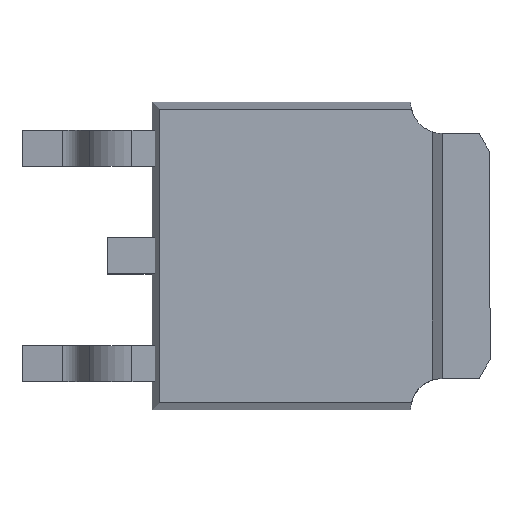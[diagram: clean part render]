
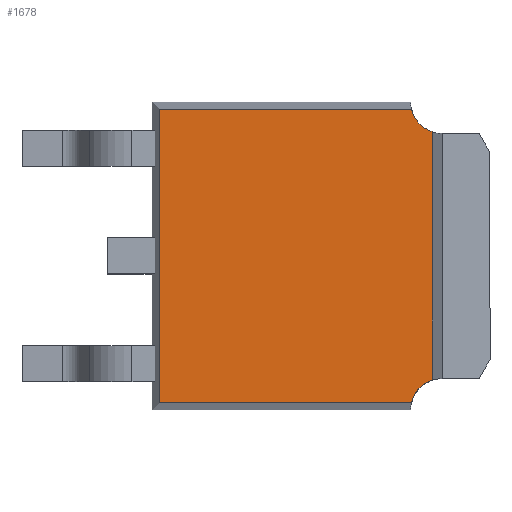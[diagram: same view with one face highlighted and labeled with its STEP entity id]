
A CAD part, top view. The second image highlights one B-rep face of the part: STEP entity #1678.
In plain terms, the highlighted planar face has unit normal (0, 0, 1).
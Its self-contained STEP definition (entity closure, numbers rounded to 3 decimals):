
#1544=CARTESIAN_POINT('',(3.277,3.12,2.285));
#1545=VERTEX_POINT('',#1544);
#1546=CARTESIAN_POINT('',(-2.079,3.12,2.285));
#1547=VERTEX_POINT('',#1546);
#1548=CARTESIAN_POINT('',(3.277,3.12,2.285));
#1549=DIRECTION('',(-1.0,0.0,0.0));
#1550=VECTOR('',#1549,5.356);
#1551=LINE('',#1548,#1550);
#1552=EDGE_CURVE('',#1545,#1547,#1551,.T.);
#1577=CARTESIAN_POINT('',(-2.079,-3.12,2.285));
#1578=VERTEX_POINT('',#1577);
#1585=CARTESIAN_POINT('',(-2.079,3.12,2.285));
#1586=DIRECTION('',(0.0,-1.0,0.0));
#1587=VECTOR('',#1586,6.239);
#1588=LINE('',#1585,#1587);
#1589=EDGE_CURVE('',#1547,#1578,#1588,.T.);
#1601=CARTESIAN_POINT('',(3.277,-3.12,2.285));
#1602=VERTEX_POINT('',#1601);
#1610=CARTESIAN_POINT('',(-2.079,-3.12,2.285));
#1611=DIRECTION('',(1.0,0.0,0.0));
#1612=VECTOR('',#1611,5.356);
#1613=LINE('',#1610,#1612);
#1614=EDGE_CURVE('',#1578,#1602,#1613,.T.);
#1626=CARTESIAN_POINT('',(3.715,2.637,2.285));
#1627=VERTEX_POINT('',#1626);
#1635=CARTESIAN_POINT('',(3.715,-2.637,2.285));
#1636=VERTEX_POINT('',#1635);
#1637=CARTESIAN_POINT('',(3.715,-2.637,2.285));
#1638=DIRECTION('',(0.0,1.0,0.0));
#1639=VECTOR('',#1638,5.274);
#1640=LINE('',#1637,#1639);
#1641=EDGE_CURVE('',#1636,#1627,#1640,.T.);
#1653=CARTESIAN_POINT('',(4.005,3.432,2.285));
#1654=DIRECTION('',(0.0,0.0,1.0));
#1655=DIRECTION('',(-1.0,0.0,0.0));
#1656=AXIS2_PLACEMENT_3D('',#1653,#1654,#1655);
#1657=PLANE('',#1656);
#1658=CARTESIAN_POINT('',(3.927,3.27,2.285));
#1659=DIRECTION('',(0.0,0.0,1.0));
#1660=DIRECTION('',(1.0,0.0,0.0));
#1661=AXIS2_PLACEMENT_3D('',#1658,#1659,#1660);
#1662=CIRCLE('',#1661,0.668);
#1663=EDGE_CURVE('',#1545,#1627,#1662,.T.);
#1664=ORIENTED_EDGE('',*,*,#1663,.F.);
#1665=ORIENTED_EDGE('',*,*,#1552,.T.);
#1666=ORIENTED_EDGE('',*,*,#1589,.T.);
#1667=ORIENTED_EDGE('',*,*,#1614,.T.);
#1668=CARTESIAN_POINT('',(3.927,-3.27,2.285));
#1669=DIRECTION('',(0.0,0.0,1.0));
#1670=DIRECTION('',(-1.0,0.0,0.0));
#1671=AXIS2_PLACEMENT_3D('',#1668,#1669,#1670);
#1672=CIRCLE('',#1671,0.668);
#1673=EDGE_CURVE('',#1636,#1602,#1672,.T.);
#1674=ORIENTED_EDGE('',*,*,#1673,.F.);
#1675=ORIENTED_EDGE('',*,*,#1641,.T.);
#1676=EDGE_LOOP('',(#1664,#1665,#1666,#1667,#1674,#1675));
#1677=FACE_OUTER_BOUND('',#1676,.T.);
#1678=ADVANCED_FACE('',(#1677),#1657,.T.);
